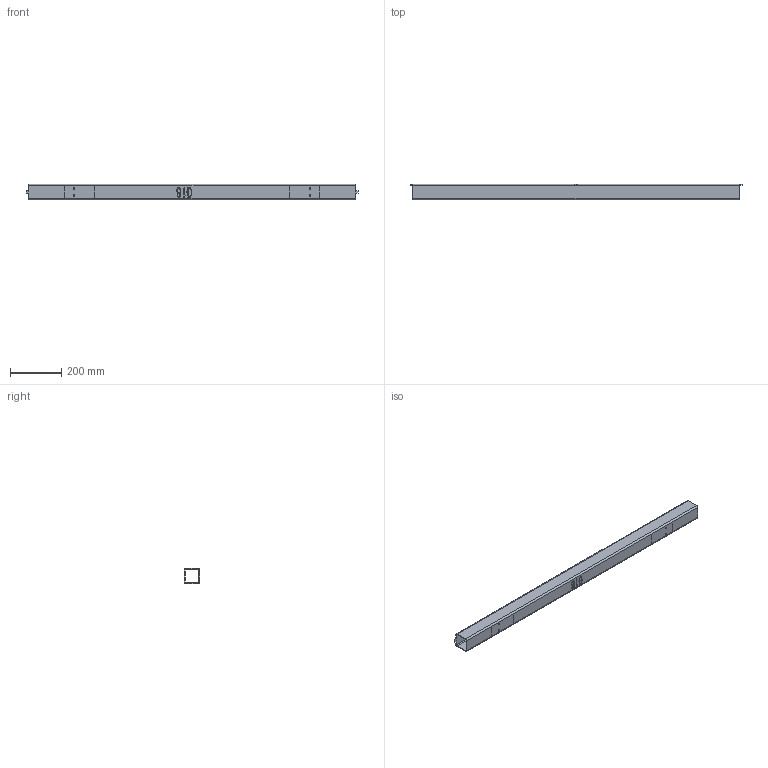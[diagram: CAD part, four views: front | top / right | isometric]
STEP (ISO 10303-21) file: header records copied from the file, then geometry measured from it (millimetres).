
FILE_DESCRIPTION (( 'STEP AP203' ), '1' );
FILE_NAME ('切割清单项目12 规格60x60 长度1300 T3.2 数量 1.step', '2024-03-27T03:46:37', ( 'Windows 用户' ), ( 'Microsoft' ), 'SwSTEP 2.0', 'SolidWorks 2020', '' );
FILE_SCHEMA (( 'CONFIG_CONTROL_DESIGN' ));
Length unit declared in the file: millimetre
Products named in the file (1): 切割清单项目12 规格60x60 长度1300 T3.2 数量 1
Bounding box: 1300 x 60 x 60 mm (x, y, z)
Volume: 896298.7 mm3; surface area: 562366.4 mm2
Topology: 1 solids, 1 shells, 129 faces, 372 edges, 248 vertices
Faces by surface type: plane 79, bspline 34, cylinder 16
Entity records: 5943 total; most frequent: CARTESIAN_POINT 2640, ORIENTED_EDGE 744, DIRECTION 536, EDGE_CURVE 372, LINE 264, VECTOR 264, VERTEX_POINT 248, EDGE_LOOP 146
